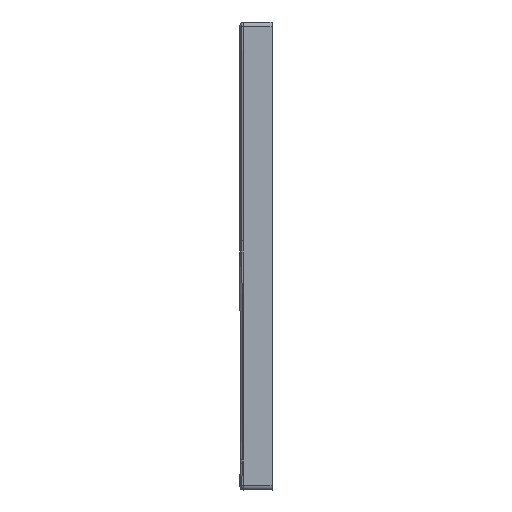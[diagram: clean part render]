
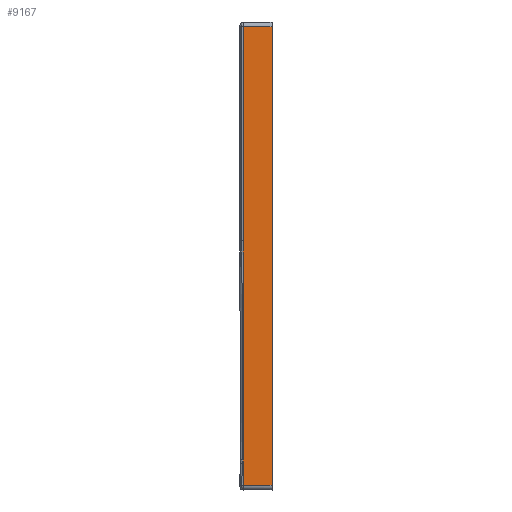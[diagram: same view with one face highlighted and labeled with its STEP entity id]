
A CAD part, left-side view. The second image highlights one B-rep face of the part: STEP entity #9167.
In plain terms, the highlighted planar face has unit normal (-1, 0, 0).
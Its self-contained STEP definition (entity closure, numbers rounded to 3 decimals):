
#1998=DIRECTION('',(0.,0.,-1.));
#1999=VECTOR('',#1998,5.007);
#2000=CARTESIAN_POINT('',(-700.,-5.109,45.));
#2001=LINE('',#2000,#1999);
#2002=CARTESIAN_POINT('',(-700.,-5.048,
372.504));
#2003=CARTESIAN_POINT('',(-700.,-5.055,
336.311));
#2004=CARTESIAN_POINT('',(-700.,-5.069,
263.795));
#2005=CARTESIAN_POINT('',(-700.,-5.089,
154.627));
#2006=CARTESIAN_POINT('',(-700.,-5.103,81.586));
#2007=CARTESIAN_POINT('',(-700.,-5.109,45.));
#2021=DIRECTION('',(0.,0.,1.));
#2022=VECTOR('',#2021,320.496);
#2023=CARTESIAN_POINT('',(-700.,-5.048,
372.504));
#2024=LINE('',#2023,#2022);
#2025=DIRECTION('',(0.,0.,-1.));
#2026=VECTOR('',#2025,686.);
#2027=CARTESIAN_POINT('',(-700.,-48.,693.));
#2028=LINE('',#2027,#2026);
#2029=DIRECTION('',(0.,1.,0.));
#2030=VECTOR('',#2029,42.981);
#2031=CARTESIAN_POINT('',(-700.,-48.,7.));
#2032=LINE('',#2031,#2030);
#2033=DIRECTION('',(0.,-0.003,1.));
#2034=VECTOR('',#2033,32.993);
#2035=CARTESIAN_POINT('',(-700.,-5.019,
7.));
#2036=LINE('',#2035,#2034);
#2960=DIRECTION('',(0.,1.,0.));
#2961=VECTOR('',#2960,43.);
#2962=CARTESIAN_POINT('',(-700.,-48.,693.));
#2963=LINE('',#2962,#2961);
#6042=CARTESIAN_POINT('',(-700.,-5.109,
45.));
#6043=VERTEX_POINT('',#6042);
#6044=CARTESIAN_POINT('',(-700.,-5.109,
39.993));
#6045=VERTEX_POINT('',#6044);
#6046=VERTEX_POINT('',#2002);
#6048=CARTESIAN_POINT('',(-700.,-5.,
693.));
#6049=VERTEX_POINT('',#6048);
#6050=CARTESIAN_POINT('',(-700.,-48.,693.));
#6051=VERTEX_POINT('',#6050);
#6052=CARTESIAN_POINT('',(-700.,-48.,7.));
#6053=VERTEX_POINT('',#6052);
#6054=CARTESIAN_POINT('',(-700.,-5.019,
7.));
#6055=VERTEX_POINT('',#6054);
#9148=CARTESIAN_POINT('',(-700.,0.,0.));
#9149=DIRECTION('',(-1.,0.,0.));
#9150=DIRECTION('',(0.,0.,1.));
#9151=AXIS2_PLACEMENT_3D('',#9148,#9149,#9150);
#9152=PLANE('',#9151);
#9153=ORIENTED_EDGE('',*,*,#9090,.F.);
#9154=ORIENTED_EDGE('',*,*,#9138,.F.);
#9156=ORIENTED_EDGE('',*,*,#9155,.T.);
#9158=ORIENTED_EDGE('',*,*,#9157,.F.);
#9160=ORIENTED_EDGE('',*,*,#9159,.T.);
#9162=ORIENTED_EDGE('',*,*,#9161,.T.);
#9164=ORIENTED_EDGE('',*,*,#9163,.T.);
#9165=EDGE_LOOP('',(#9153,#9154,#9156,#9158,#9160,#9162,#9164));
#9166=FACE_OUTER_BOUND('',#9165,.F.);
#9167=ADVANCED_FACE('',(#9166),#9152,.T.);
#2008=B_SPLINE_CURVE_WITH_KNOTS('',3,(#2002,#2003,#2004,#2005,#2006,#2007),
.UNSPECIFIED.,.F.,.F.,(4,1,1,4),(0.,0.333,0.667,1.),
.UNSPECIFIED.);
#9090=EDGE_CURVE('',#6043,#6045,#2001,.T.);
#9138=EDGE_CURVE('',#6046,#6043,#2008,.T.);
#9155=EDGE_CURVE('',#6046,#6049,#2024,.T.);
#9157=EDGE_CURVE('',#6051,#6049,#2963,.T.);
#9159=EDGE_CURVE('',#6051,#6053,#2028,.T.);
#9161=EDGE_CURVE('',#6053,#6055,#2032,.T.);
#9163=EDGE_CURVE('',#6055,#6045,#2036,.T.);
